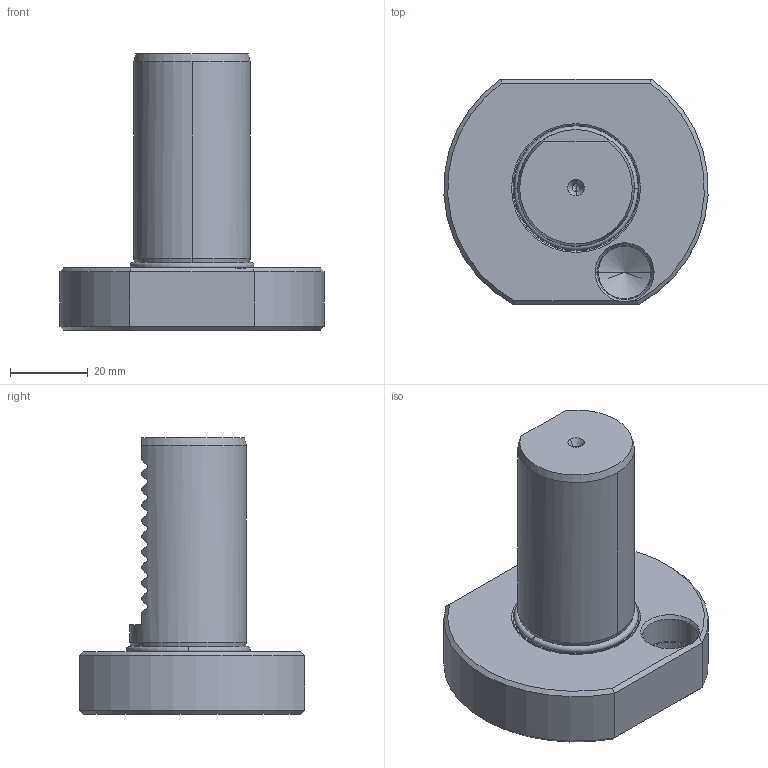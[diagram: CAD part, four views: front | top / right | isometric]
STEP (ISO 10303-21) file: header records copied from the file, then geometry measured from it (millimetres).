
FILE_DESCRIPTION((''),'2;1');
FILE_NAME('309_29_20','2020-09-29T',('101107'),(''),'CREO PARAMETRIC BY PTC INC, 2016260','CREO PARAMETRIC BY PTC INC, 2016260','');
FILE_SCHEMA(('CONFIG_CONTROL_DESIGN'));
Length unit declared in the file: millimetre
Products named in the file (1): 309_29_20
Bounding box: 67.89 x 58 x 71 mm (x, y, z)
Volume: 88820.8 mm3; surface area: 15824.8 mm2
Topology: 1 solids, 1 shells, 87 faces, 228 edges, 142 vertices
Faces by surface type: plane 42, cylinder 20, cone 19, torus 6
Entity records: 2838 total; most frequent: CARTESIAN_POINT 770, ORIENTED_EDGE 448, DIRECTION 387, EDGE_CURVE 224, AXIS2_PLACEMENT_3D 144, VERTEX_POINT 142, VECTOR 99, LINE 99
